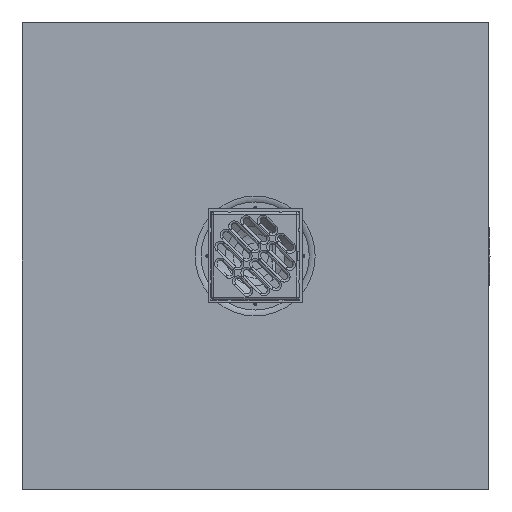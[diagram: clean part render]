
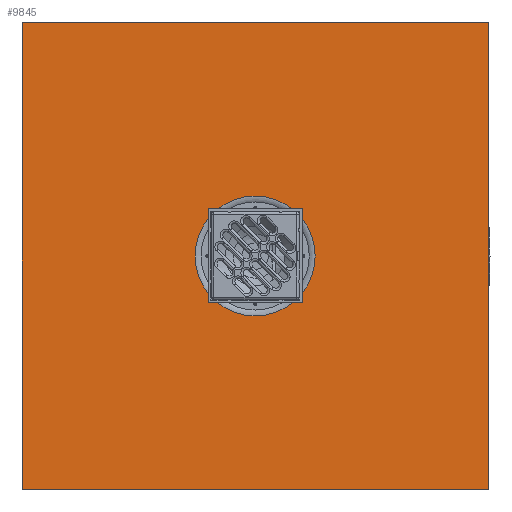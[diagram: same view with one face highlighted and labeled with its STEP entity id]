
A CAD part, top view. The second image highlights one B-rep face of the part: STEP entity #9845.
In plain terms, the highlighted planar face has unit normal (0, 0, 1).
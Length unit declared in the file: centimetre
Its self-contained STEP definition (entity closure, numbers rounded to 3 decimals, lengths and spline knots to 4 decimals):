
#138=FACE_BOUND('',#1531,.T.);
#234=PLANE('',#10564);
#896=FACE_OUTER_BOUND('',#1530,.T.);
#1530=EDGE_LOOP('',(#7009,#7010,#7011,#7012));
#1531=EDGE_LOOP('',(#7013));
#2218=LINE('',#16135,#2885);
#2222=LINE('',#16142,#2889);
#2225=LINE('',#16148,#2892);
#2226=LINE('',#16150,#2893);
#2885=VECTOR('',#12081,1.);
#2889=VECTOR('',#12087,1.);
#2892=VECTOR('',#12092,1.);
#2893=VECTOR('',#12095,1.);
#3581=CIRCLE('',#10534,64.3137);
#4323=VERTEX_POINT('',#16086);
#4338=VERTEX_POINT('',#16132);
#4339=VERTEX_POINT('',#16134);
#4341=VERTEX_POINT('',#16140);
#4343=VERTEX_POINT('',#16146);
#5317=EDGE_CURVE('',#4323,#4323,#3581,.T.);
#5340=EDGE_CURVE('',#4338,#4339,#2218,.T.);
#5344=EDGE_CURVE('',#4341,#4338,#2222,.T.);
#5347=EDGE_CURVE('',#4343,#4341,#2225,.T.);
#5348=EDGE_CURVE('',#4339,#4343,#2226,.T.);
#7009=ORIENTED_EDGE('',*,*,#5340,.F.);
#7010=ORIENTED_EDGE('',*,*,#5344,.F.);
#7011=ORIENTED_EDGE('',*,*,#5347,.F.);
#7012=ORIENTED_EDGE('',*,*,#5348,.F.);
#7013=ORIENTED_EDGE('',*,*,#5317,.T.);
#9845=ADVANCED_FACE('',(#896,#138),#234,.F.);
#10534=AXIS2_PLACEMENT_3D('',#16087,#12021,#12022);
#10564=AXIS2_PLACEMENT_3D('',#16149,#12093,#12094);
#12021=DIRECTION('center_axis',(0.,0.,-1.));
#12022=DIRECTION('ref_axis',(1.,0.,0.));
#12081=DIRECTION('',(0.,-1.,0.));
#12087=DIRECTION('',(1.,0.,0.));
#12092=DIRECTION('',(0.,1.,0.));
#12093=DIRECTION('center_axis',(0.,0.,-1.));
#12094=DIRECTION('ref_axis',(-1.,0.,0.));
#12095=DIRECTION('',(-1.,0.,0.));
#16086=CARTESIAN_POINT('',(1008.9395,184.3313,128.));
#16087=CARTESIAN_POINT('Origin',(1008.9395,248.645,128.));
#16132=CARTESIAN_POINT('',(1258.9395,498.645,128.));
#16134=CARTESIAN_POINT('',(1258.9395,-1.355,128.));
#16135=CARTESIAN_POINT('',(1258.9395,248.645,128.));
#16140=CARTESIAN_POINT('',(758.9395,498.645,128.));
#16142=CARTESIAN_POINT('',(1008.9395,498.645,128.));
#16146=CARTESIAN_POINT('',(758.9395,-1.355,128.));
#16148=CARTESIAN_POINT('',(758.9395,248.645,128.));
#16149=CARTESIAN_POINT('Origin',(1008.9395,248.645,128.));
#16150=CARTESIAN_POINT('',(1008.9395,-1.355,128.));
